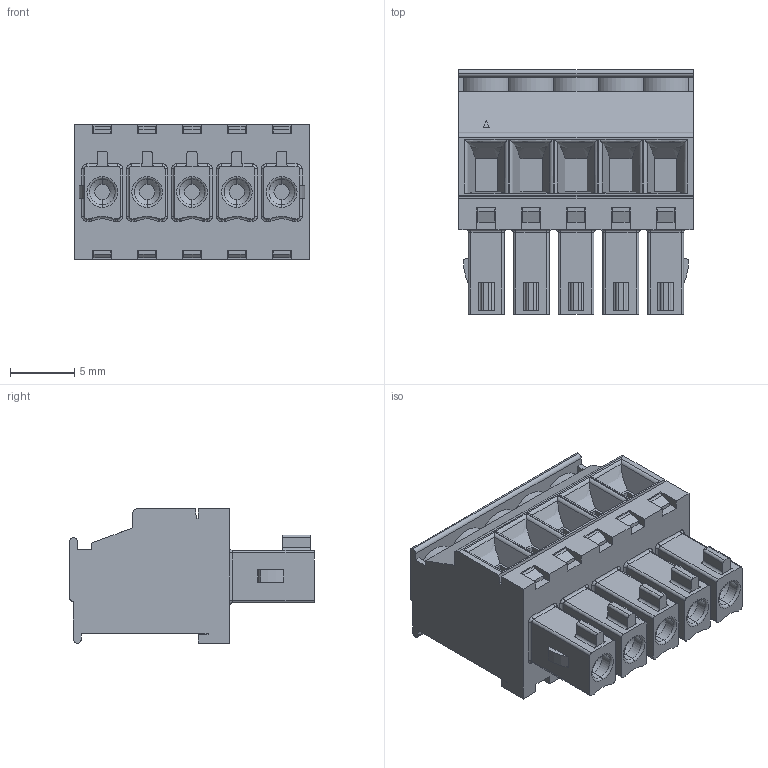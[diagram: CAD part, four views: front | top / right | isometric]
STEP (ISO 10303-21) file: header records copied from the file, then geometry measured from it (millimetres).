
FILE_DESCRIPTION (( 'STEP AP214' ), '1' );
FILE_NAME ('15EDGKA-3.5-05P-14-00AH.STEP', '2021-01-29T19:24:49', ( '' ), ( '' ), 'SwSTEP 2.0', 'SolidWorks 2020', '' );
FILE_SCHEMA (( 'AUTOMOTIVE_DESIGN' ));
Length unit declared in the file: millimetre
Products named in the file (1): 15EDGKA-3.5-05P-14-00AH
Bounding box: 18.3 x 19.1 x 10.5 mm (x, y, z)
Volume: 2107.8 mm3; surface area: 2339.4 mm2
Topology: 1 solids, 1 shells, 855 faces, 2242 edges, 1443 vertices
Faces by surface type: plane 461, cylinder 164, bspline 130, torus 80, cone 20
Entity records: 37611 total; most frequent: CARTESIAN_POINT 12432, ORIENTED_EDGE 4484, DIRECTION 3797, EDGE_CURVE 2242, LINE 1459, VECTOR 1459, VERTEX_POINT 1443, AXIS2_PLACEMENT_3D 1169
